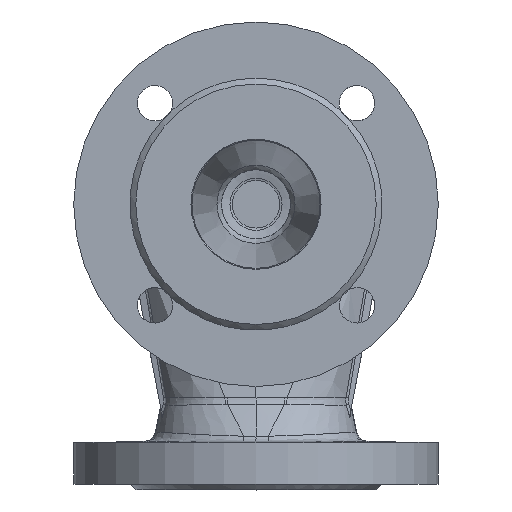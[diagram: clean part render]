
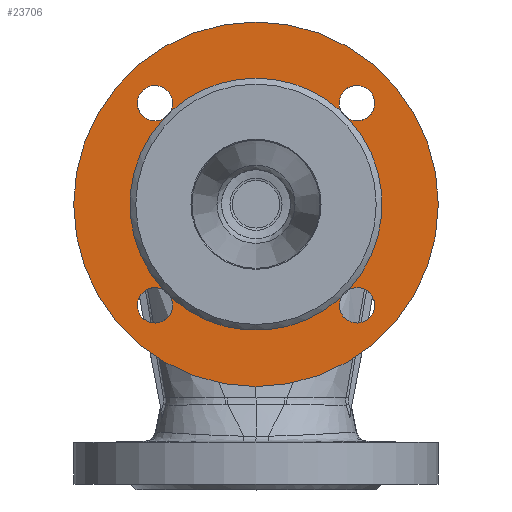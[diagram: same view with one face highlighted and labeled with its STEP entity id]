
A CAD part, front view. The second image highlights one B-rep face of the part: STEP entity #23706.
In plain terms, the highlighted planar face has unit normal (0, -1, 0).
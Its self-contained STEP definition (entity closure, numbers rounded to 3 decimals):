
#191=FACE_BOUND('',#3615,.T.);
#477=PLANE('',#25215);
#1596=CIRCLE('',#25200,64.);
#1598=CIRCLE('',#25202,64.);
#1600=CIRCLE('',#25204,64.);
#1602=CIRCLE('',#25206,64.);
#1604=CIRCLE('',#25208,64.);
#1606=CIRCLE('',#25212,9.);
#1607=CIRCLE('',#25213,9.);
#1609=CIRCLE('',#25216,92.5);
#1610=CIRCLE('',#25217,9.);
#1611=CIRCLE('',#25218,9.);
#1612=CIRCLE('',#25219,9.);
#1613=CIRCLE('',#25220,9.);
#1614=CIRCLE('',#25221,9.);
#1615=CIRCLE('',#25222,9.);
#2228=FACE_OUTER_BOUND('',#3614,.T.);
#3614=EDGE_LOOP('',(#16938));
#3615=EDGE_LOOP('',(#16939,#16940,#16941,#16942,#16943,#16944,#16945,#16946,
#16947,#16948,#16949,#16950,#16951));
#10471=VERTEX_POINT('',#47681);
#10472=VERTEX_POINT('',#47682);
#10473=VERTEX_POINT('',#47684);
#10474=VERTEX_POINT('',#47686);
#10475=VERTEX_POINT('',#47688);
#10476=VERTEX_POINT('',#47690);
#10477=VERTEX_POINT('',#47692);
#10478=VERTEX_POINT('',#47694);
#10479=VERTEX_POINT('',#47696);
#10480=VERTEX_POINT('',#47703);
#10484=VERTEX_POINT('',#47751);
#10485=VERTEX_POINT('',#47753);
#10486=VERTEX_POINT('',#47756);
#10487=VERTEX_POINT('',#47759);
#12944=EDGE_CURVE('',#10471,#10472,#1596,.T.);
#12946=EDGE_CURVE('',#10474,#10473,#1598,.T.);
#12948=EDGE_CURVE('',#10475,#10476,#1600,.T.);
#12950=EDGE_CURVE('',#10477,#10478,#1602,.T.);
#12952=EDGE_CURVE('',#10472,#10479,#1604,.T.);
#12955=EDGE_CURVE('',#10473,#10480,#1606,.T.);
#12956=EDGE_CURVE('',#10480,#10471,#1607,.T.);
#12961=EDGE_CURVE('',#10484,#10484,#1609,.T.);
#12962=EDGE_CURVE('',#10479,#10485,#1610,.T.);
#12963=EDGE_CURVE('',#10485,#10478,#1611,.T.);
#12964=EDGE_CURVE('',#10477,#10486,#1612,.T.);
#12965=EDGE_CURVE('',#10486,#10476,#1613,.T.);
#12966=EDGE_CURVE('',#10475,#10487,#1614,.T.);
#12967=EDGE_CURVE('',#10487,#10474,#1615,.T.);
#16938=ORIENTED_EDGE('',*,*,#12961,.T.);
#16939=ORIENTED_EDGE('',*,*,#12955,.T.);
#16940=ORIENTED_EDGE('',*,*,#12956,.T.);
#16941=ORIENTED_EDGE('',*,*,#12944,.T.);
#16942=ORIENTED_EDGE('',*,*,#12952,.T.);
#16943=ORIENTED_EDGE('',*,*,#12962,.T.);
#16944=ORIENTED_EDGE('',*,*,#12963,.T.);
#16945=ORIENTED_EDGE('',*,*,#12950,.F.);
#16946=ORIENTED_EDGE('',*,*,#12964,.T.);
#16947=ORIENTED_EDGE('',*,*,#12965,.T.);
#16948=ORIENTED_EDGE('',*,*,#12948,.F.);
#16949=ORIENTED_EDGE('',*,*,#12966,.T.);
#16950=ORIENTED_EDGE('',*,*,#12967,.T.);
#16951=ORIENTED_EDGE('',*,*,#12946,.T.);
#23706=ADVANCED_FACE('',(#2228,#191),#477,.T.);
#25200=AXIS2_PLACEMENT_3D('',#47683,#27224,#27225);
#25202=AXIS2_PLACEMENT_3D('',#47687,#27228,#27229);
#25204=AXIS2_PLACEMENT_3D('',#47691,#27232,#27233);
#25206=AXIS2_PLACEMENT_3D('',#47695,#27236,#27237);
#25208=AXIS2_PLACEMENT_3D('',#47698,#27240,#27241);
#25212=AXIS2_PLACEMENT_3D('',#47704,#27249,#27250);
#25213=AXIS2_PLACEMENT_3D('',#47705,#27251,#27252);
#25215=AXIS2_PLACEMENT_3D('',#47750,#27256,#27257);
#25216=AXIS2_PLACEMENT_3D('',#47752,#27258,#27259);
#25217=AXIS2_PLACEMENT_3D('',#47754,#27260,#27261);
#25218=AXIS2_PLACEMENT_3D('',#47755,#27262,#27263);
#25219=AXIS2_PLACEMENT_3D('',#47757,#27264,#27265);
#25220=AXIS2_PLACEMENT_3D('',#47758,#27266,#27267);
#25221=AXIS2_PLACEMENT_3D('',#47760,#27268,#27269);
#25222=AXIS2_PLACEMENT_3D('',#47761,#27270,#27271);
#27224=DIRECTION('center_axis',(0.,1.,0.));
#27225=DIRECTION('ref_axis',(-0.676,0.,0.737));
#27228=DIRECTION('center_axis',(0.,1.,0.));
#27229=DIRECTION('ref_axis',(-0.737,0.,-0.676));
#27232=DIRECTION('center_axis',(0.,-1.,0.));
#27233=DIRECTION('ref_axis',(0.,0.,-1.));
#27236=DIRECTION('center_axis',(0.,-1.,0.));
#27237=DIRECTION('ref_axis',(0.737,0.,-0.676));
#27240=DIRECTION('center_axis',(0.,1.,0.));
#27241=DIRECTION('ref_axis',(-0.676,0.,0.737));
#27249=DIRECTION('center_axis',(0.,1.,0.));
#27250=DIRECTION('ref_axis',(0.454,0.,-0.891));
#27251=DIRECTION('center_axis',(0.,1.,0.));
#27252=DIRECTION('ref_axis',(0.454,0.,-0.891));
#27256=DIRECTION('center_axis',(0.,-1.,0.));
#27257=DIRECTION('ref_axis',(0.,0.,1.));
#27258=DIRECTION('center_axis',(0.,-1.,0.));
#27259=DIRECTION('ref_axis',(0.,0.,1.));
#27260=DIRECTION('center_axis',(0.,1.,0.));
#27261=DIRECTION('ref_axis',(1.,0.,0.));
#27262=DIRECTION('center_axis',(0.,1.,0.));
#27263=DIRECTION('ref_axis',(1.,0.,0.));
#27264=DIRECTION('center_axis',(0.,1.,0.));
#27265=DIRECTION('ref_axis',(0.,0.,-1.));
#27266=DIRECTION('center_axis',(0.,1.,0.));
#27267=DIRECTION('ref_axis',(0.,0.,-1.));
#27268=DIRECTION('center_axis',(0.,1.,0.));
#27269=DIRECTION('ref_axis',(-1.,0.,0.));
#27270=DIRECTION('center_axis',(0.,1.,0.));
#27271=DIRECTION('ref_axis',(-1.,0.,0.));
#47681=CARTESIAN_POINT('',(-43.247,-142.,47.177));
#47682=CARTESIAN_POINT('',(0.,-142.,64.));
#47683=CARTESIAN_POINT('Origin',(0.,-142.,0.));
#47684=CARTESIAN_POINT('',(-47.177,-142.,43.247));
#47686=CARTESIAN_POINT('',(-47.177,-142.,-43.247));
#47687=CARTESIAN_POINT('Origin',(0.,-142.,0.));
#47688=CARTESIAN_POINT('',(-43.247,-142.,-47.177));
#47690=CARTESIAN_POINT('',(43.247,-142.,-47.177));
#47691=CARTESIAN_POINT('Origin',(0.,-142.,0.));
#47692=CARTESIAN_POINT('',(47.177,-142.,-43.247));
#47694=CARTESIAN_POINT('',(47.177,-142.,43.247));
#47695=CARTESIAN_POINT('Origin',(0.,-142.,0.));
#47696=CARTESIAN_POINT('',(43.247,-142.,47.177));
#47698=CARTESIAN_POINT('Origin',(0.,-142.,0.));
#47703=CARTESIAN_POINT('',(-51.265,-142.,42.265));
#47704=CARTESIAN_POINT('Origin',(-51.265,-142.,51.265));
#47705=CARTESIAN_POINT('Origin',(-51.265,-142.,51.265));
#47750=CARTESIAN_POINT('Origin',(0.,-142.,0.));
#47751=CARTESIAN_POINT('',(0.,-142.,-92.5));
#47752=CARTESIAN_POINT('Origin',(0.,-142.,0.));
#47753=CARTESIAN_POINT('',(42.265,-142.,51.265));
#47754=CARTESIAN_POINT('Origin',(51.265,-142.,51.265));
#47755=CARTESIAN_POINT('Origin',(51.265,-142.,51.265));
#47756=CARTESIAN_POINT('',(51.265,-142.,-42.265));
#47757=CARTESIAN_POINT('Origin',(51.265,-142.,-51.265));
#47758=CARTESIAN_POINT('Origin',(51.265,-142.,-51.265));
#47759=CARTESIAN_POINT('',(-42.265,-142.,-51.265));
#47760=CARTESIAN_POINT('Origin',(-51.265,-142.,-51.265));
#47761=CARTESIAN_POINT('Origin',(-51.265,-142.,-51.265));
